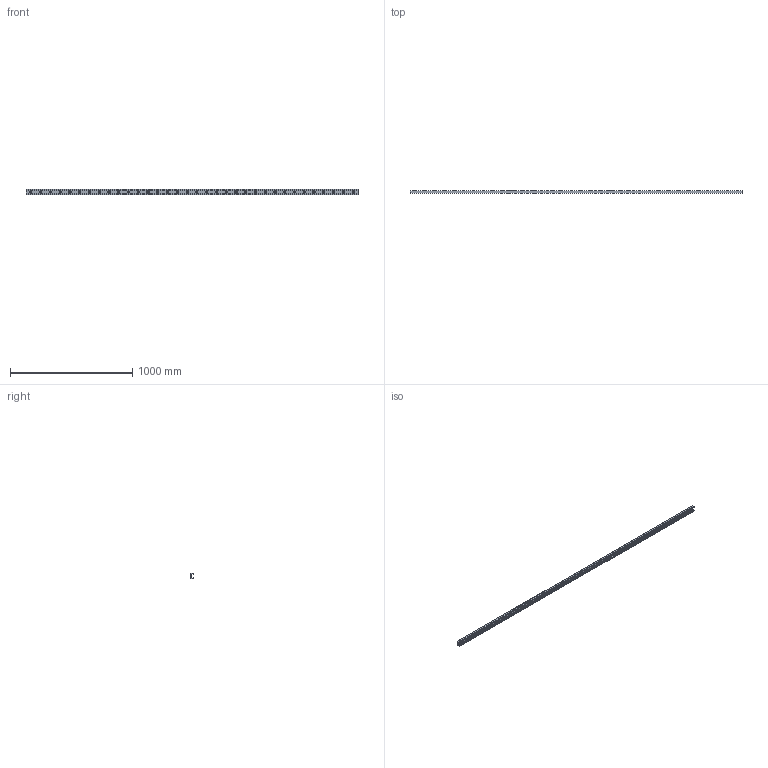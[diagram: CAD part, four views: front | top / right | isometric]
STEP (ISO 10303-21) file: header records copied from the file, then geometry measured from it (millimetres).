
FILE_DESCRIPTION((''),'2;1');
FILE_NAME('LCX 43-2720.C.stp','2016-04-28T09:38:12',('MRathmann'),(''),'Autodesk Inventor 2012','Autodesk Inventor 2012','');
FILE_SCHEMA(('CONFIG_CONTROL_DESIGN'));
Length unit declared in the file: millimetre
Products named in the file (1): LCX 43-2720.C
Bounding box: 2720 x 21 x 43 mm (x, y, z)
Volume: 918030 mm3; surface area: 435815.1 mm2
Topology: 1 solids, 1 shells, 130 faces, 316 edges, 222 vertices
Faces by surface type: cylinder 81, plane 49
Full cylindrical faces by diameter (mm): 10.5 x34, 18 x34
Entity records: 3450 total; most frequent: DIRECTION 638, CARTESIAN_POINT 533, ORIENTED_EDGE 428, EDGE_LOOP 300, AXIS2_PLACEMENT_3D 293, EDGE_CURVE 214, VERTEX_POINT 188, FACE_BOUND 170
